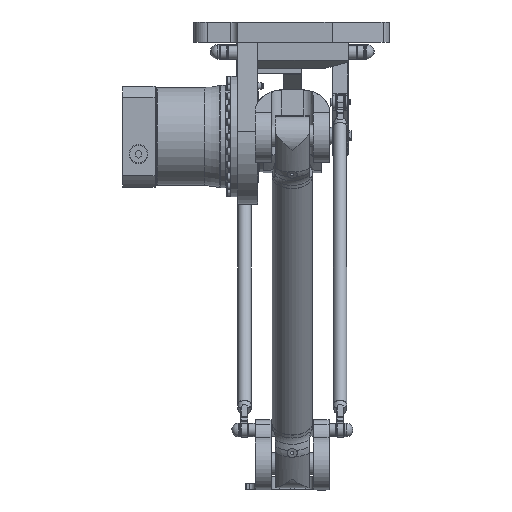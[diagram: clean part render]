
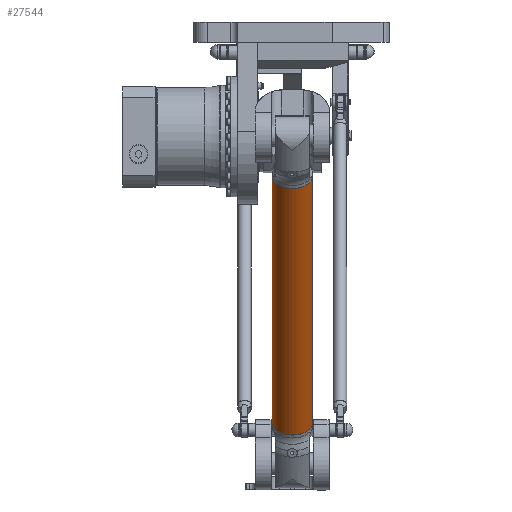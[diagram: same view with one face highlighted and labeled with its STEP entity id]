
A CAD part, front view. The second image highlights one B-rep face of the part: STEP entity #27544.
In plain terms, the highlighted cylindrical face has radius 30 mm (diameter 60 mm), a full revolution.
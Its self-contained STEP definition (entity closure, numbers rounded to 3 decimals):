
#5460=CYLINDRICAL_SURFACE('',#30545,30.);
#6133=FACE_BOUND('',#9930,.T.);
#7692=FACE_OUTER_BOUND('',#9929,.T.);
#9929=EDGE_LOOP('',(#23606));
#9930=EDGE_LOOP('',(#23607));
#11663=CIRCLE('',#30532,30.);
#11670=CIRCLE('',#30544,30.);
#13939=VERTEX_POINT('',#50302);
#13946=VERTEX_POINT('',#50321);
#17293=EDGE_CURVE('',#13939,#13939,#11663,.T.);
#17300=EDGE_CURVE('',#13946,#13946,#11670,.T.);
#23606=ORIENTED_EDGE('',*,*,#17300,.T.);
#23607=ORIENTED_EDGE('',*,*,#17293,.T.);
#27544=ADVANCED_FACE('',(#7692,#6133),#5460,.T.);
#30532=AXIS2_PLACEMENT_3D('',#50303,#37741,#37742);
#30544=AXIS2_PLACEMENT_3D('',#50322,#37765,#37766);
#30545=AXIS2_PLACEMENT_3D('',#50323,#37767,#37768);
#37741=DIRECTION('center_axis',(-1.,0.,0.));
#37742=DIRECTION('ref_axis',(0.,0.,1.));
#37765=DIRECTION('center_axis',(1.,0.,0.));
#37766=DIRECTION('ref_axis',(0.,0.,1.));
#37767=DIRECTION('center_axis',(-1.,0.,0.));
#37768=DIRECTION('ref_axis',(0.,0.,1.));
#50302=CARTESIAN_POINT('',(59.9,0.,30.));
#50303=CARTESIAN_POINT('Origin',(59.9,0.,0.));
#50321=CARTESIAN_POINT('',(-394.9,0.,30.));
#50322=CARTESIAN_POINT('Origin',(-394.9,0.,0.));
#50323=CARTESIAN_POINT('Origin',(65.,0.,0.));
